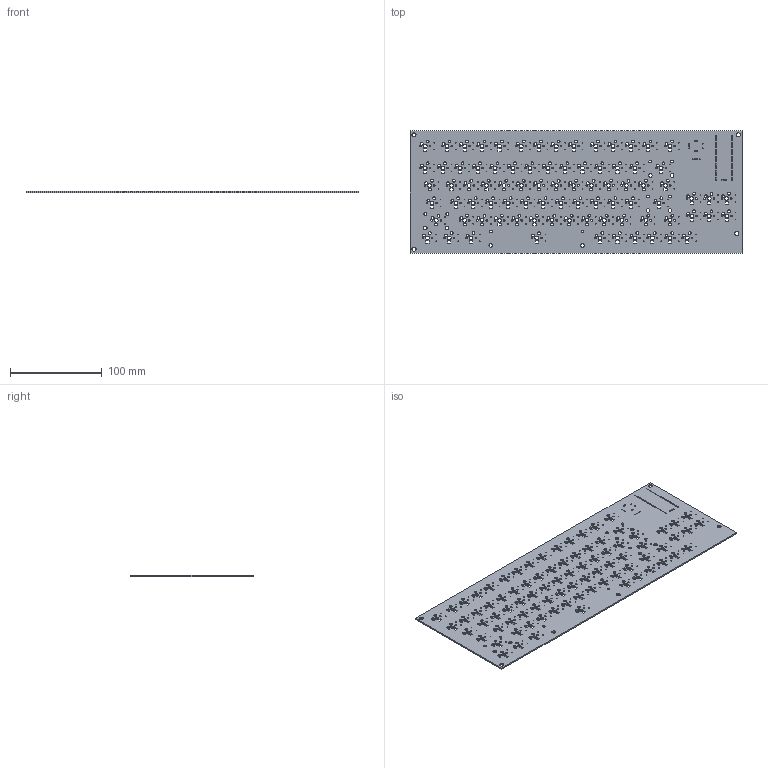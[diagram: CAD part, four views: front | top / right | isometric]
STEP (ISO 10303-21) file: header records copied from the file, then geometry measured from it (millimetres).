
FILE_DESCRIPTION(/* description */ ('STEP AP242','CAx-IF Rec.Pracs.---Representation and Presentation of Product Manufacturing Information (PMI)---4.0---2014-10-13','CAx-IF Rec.Pracs.---3D Tessellated Geometry---0.4---2014-09-14','2;1'),/* implementation_level */ '2;1');
FILE_NAME(/* name */ '68424bfbca486b08203347cb',/* time_stamp */ '2025-06-06T02:01:35Z',/* author */ (''),/* organization */ (''),/* preprocessor_version */ 'ST-DEVELOPER v20',/* originating_system */ 'ONSHAPE BY PTC INC, 1.198',/* authorisation */ ' ');
FILE_SCHEMA (('AP242_MANAGED_MODEL_BASED_3D_ENGINEERING_MIM_LF { 1 0 10303 442 1 1 4 }'));
Length unit declared in the file: metre
Products named in the file (1): easy75_PCB
Bounding box: 361.95 x 133.35 x 1.51 mm (x, y, z)
Volume: 66992.4 mm3; surface area: 98533.4 mm2
Topology: 1 solids, 1 shells, 1670 faces, 5020 edges, 3352 vertices
Faces by surface type: cylinder 1324, plane 346
Entity records: 60882 total; most frequent: DIRECTION 11026, CARTESIAN_POINT 10043, ORIENTED_EDGE 10040, EDGE_CURVE 5020, AXIS2_PLACEMENT_3D 4335, VERTEX_POINT 3352, EDGE_LOOP 3162, FACE_BOUND 3162
